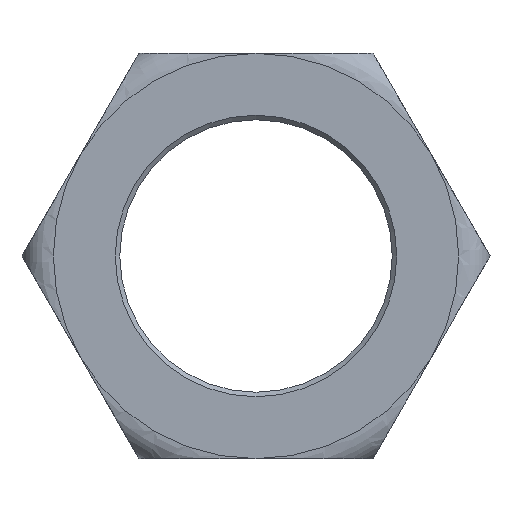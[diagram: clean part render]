
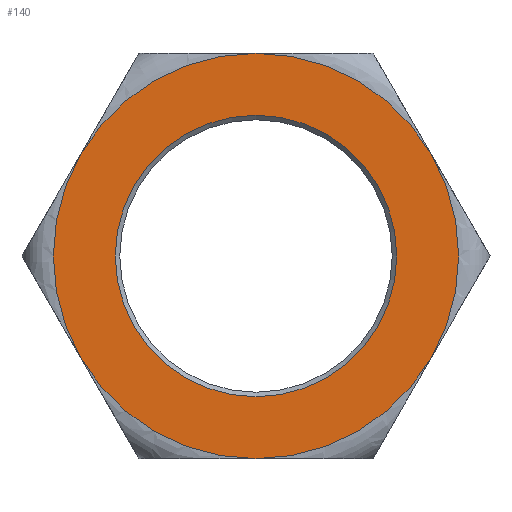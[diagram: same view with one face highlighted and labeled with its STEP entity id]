
A CAD part, front view. The second image highlights one B-rep face of the part: STEP entity #140.
In plain terms, the highlighted planar face has unit normal (0, -1, 0).
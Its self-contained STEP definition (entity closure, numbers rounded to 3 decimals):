
#4 = VECTOR ( 'NONE', #1374, 1000. ) ;
#11 = EDGE_CURVE ( 'NONE', #80, #882, #1244, .T. ) ;
#31 = CARTESIAN_POINT ( 'NONE',  ( 0., -50., -90. ) ) ;
#68 = DIRECTION ( 'NONE',  ( 1., 0., 0. ) ) ;
#80 = VERTEX_POINT ( 'NONE', #611 ) ;
#106 = VECTOR ( 'NONE', #472, 1000. ) ;
#111 = ORIENTED_EDGE ( 'NONE', *, *, #1343, .T. ) ;
#120 = DIRECTION ( 'NONE',  ( 0., 1., 0. ) ) ;
#127 = CIRCLE ( 'NONE', #999, 90. ) ;
#131 = DIRECTION ( 'NONE',  ( 1., 0., 0. ) ) ;
#135 = LINE ( 'NONE', #1112, #4 ) ;
#140 = ADVANCED_FACE ( 'NONE', ( #711, #223 ), #1422, .F. ) ;
#161 = DIRECTION ( 'NONE',  ( 0., 1., 0. ) ) ;
#170 = CARTESIAN_POINT ( 'NONE',  ( 77.942, -50., 45. ) ) ;
#172 = CIRCLE ( 'NONE', #361, 90. ) ;
#182 = CARTESIAN_POINT ( 'NONE',  ( -103.923, -50., 0. ) ) ;
#190 = ORIENTED_EDGE ( 'NONE', *, *, #317, .F. ) ;
#199 = DIRECTION ( 'NONE',  ( 0., 1., 0. ) ) ;
#223 = FACE_OUTER_BOUND ( 'NONE', #505, .T. ) ;
#290 = AXIS2_PLACEMENT_3D ( 'NONE', #541, #161, #1025 ) ;
#306 = EDGE_CURVE ( 'NONE', #921, #1400, #127, .T. ) ;
#317 = EDGE_CURVE ( 'NONE', #1238, #1500, #467, .T. ) ;
#333 = DIRECTION ( 'NONE',  ( 1., 0., 0. ) ) ;
#340 = AXIS2_PLACEMENT_3D ( 'NONE', #354, #346, #938 ) ;
#346 = DIRECTION ( 'NONE',  ( 0., 1., 0. ) ) ;
#354 = CARTESIAN_POINT ( 'NONE',  ( 0., -50., 0. ) ) ;
#356 = CARTESIAN_POINT ( 'NONE',  ( 0., -50., 0. ) ) ;
#361 = AXIS2_PLACEMENT_3D ( 'NONE', #948, #1157, #693 ) ;
#370 = CARTESIAN_POINT ( 'NONE',  ( 0., -50., 0. ) ) ;
#372 = ORIENTED_EDGE ( 'NONE', *, *, #11, .F. ) ;
#402 = ORIENTED_EDGE ( 'NONE', *, *, #708, .F. ) ;
#439 = LINE ( 'NONE', #932, #1078 ) ;
#442 = DIRECTION ( 'NONE',  ( 0., 1., 0. ) ) ;
#448 = DIRECTION ( 'NONE',  ( 1., 0., 0. ) ) ;
#467 = CIRCLE ( 'NONE', #646, 90. ) ;
#472 = DIRECTION ( 'NONE',  ( -0.5, 0., 0.866 ) ) ;
#492 = CARTESIAN_POINT ( 'NONE',  ( -77.942, -50., -45. ) ) ;
#496 = ORIENTED_EDGE ( 'NONE', *, *, #744, .F. ) ;
#505 = EDGE_LOOP ( 'NONE', ( #1173, #1434, #1510, #1342, #982, #372, #402, #496, #583, #190, #1466 ) ) ;
#536 = DIRECTION ( 'NONE',  ( 1., 0., 0. ) ) ;
#541 = CARTESIAN_POINT ( 'NONE',  ( 0., -50., 0. ) ) ;
#583 = ORIENTED_EDGE ( 'NONE', *, *, #605, .F. ) ;
#584 = DIRECTION ( 'NONE',  ( 0.5, 0., -0.866 ) ) ;
#589 = CARTESIAN_POINT ( 'NONE',  ( 0., -50., 0. ) ) ;
#605 = EDGE_CURVE ( 'NONE', #1500, #620, #1178, .T. ) ;
#611 = CARTESIAN_POINT ( 'NONE',  ( 0., -50., 90. ) ) ;
#620 = VERTEX_POINT ( 'NONE', #969 ) ;
#644 = CARTESIAN_POINT ( 'NONE',  ( 0., -50., 90. ) ) ;
#646 = AXIS2_PLACEMENT_3D ( 'NONE', #370, #120, #131 ) ;
#648 = CIRCLE ( 'NONE', #1529, 90. ) ;
#662 = CARTESIAN_POINT ( 'NONE',  ( 0., -50., 0. ) ) ;
#670 = EDGE_CURVE ( 'NONE', #1400, #951, #172, .T. ) ;
#675 = CARTESIAN_POINT ( 'NONE',  ( 77.942, -50., -45. ) ) ;
#677 = VERTEX_POINT ( 'NONE', #1304 ) ;
#682 = DIRECTION ( 'NONE',  ( 0.5, 0., 0.866 ) ) ;
#693 = DIRECTION ( 'NONE',  ( 1., 0., 0. ) ) ;
#708 = EDGE_CURVE ( 'NONE', #1354, #80, #439, .T. ) ;
#711 = FACE_BOUND ( 'NONE', #1305, .T. ) ;
#732 = AXIS2_PLACEMENT_3D ( 'NONE', #589, #1073, #1574 ) ;
#744 = EDGE_CURVE ( 'NONE', #620, #1354, #1200, .T. ) ;
#803 = DIRECTION ( 'NONE',  ( 0., 1., 0. ) ) ;
#820 = CARTESIAN_POINT ( 'NONE',  ( 77.942, -50., 45. ) ) ;
#833 = VECTOR ( 'NONE', #584, 1000. ) ;
#860 = EDGE_CURVE ( 'NONE', #951, #1265, #135, .T. ) ;
#882 = VERTEX_POINT ( 'NONE', #170 ) ;
#915 = CARTESIAN_POINT ( 'NONE',  ( -51.962, -50., -90. ) ) ;
#921 = VERTEX_POINT ( 'NONE', #820 ) ;
#922 = LINE ( 'NONE', #915, #106 ) ;
#932 = CARTESIAN_POINT ( 'NONE',  ( -51.962, -50., 90. ) ) ;
#935 = CARTESIAN_POINT ( 'NONE',  ( 0., -50., 0. ) ) ;
#938 = DIRECTION ( 'NONE',  ( 0., 0., 1. ) ) ;
#948 = CARTESIAN_POINT ( 'NONE',  ( 0., -50., 0. ) ) ;
#951 = VERTEX_POINT ( 'NONE', #1421 ) ;
#958 = EDGE_CURVE ( 'NONE', #984, #1238, #922, .T. ) ;
#960 = CARTESIAN_POINT ( 'NONE',  ( 51.962, -50., 90. ) ) ;
#969 = CARTESIAN_POINT ( 'NONE',  ( -77.942, -50., 45. ) ) ;
#982 = ORIENTED_EDGE ( 'NONE', *, *, #1158, .F. ) ;
#984 = VERTEX_POINT ( 'NONE', #492 ) ;
#999 = AXIS2_PLACEMENT_3D ( 'NONE', #356, #442, #68 ) ;
#1025 = DIRECTION ( 'NONE',  ( 0., 0., 1. ) ) ;
#1055 = CIRCLE ( 'NONE', #290, 62.5 ) ;
#1073 = DIRECTION ( 'NONE',  ( 0., 1., 0. ) ) ;
#1078 = VECTOR ( 'NONE', #448, 1000. ) ;
#1082 = CARTESIAN_POINT ( 'NONE',  ( -77.942, -50., -45. ) ) ;
#1112 = CARTESIAN_POINT ( 'NONE',  ( 51.962, -50., -90. ) ) ;
#1157 = DIRECTION ( 'NONE',  ( 0., 1., 0. ) ) ;
#1158 = EDGE_CURVE ( 'NONE', #882, #921, #1558, .T. ) ;
#1173 = ORIENTED_EDGE ( 'NONE', *, *, #1205, .F. ) ;
#1178 = LINE ( 'NONE', #182, #1402 ) ;
#1200 = CIRCLE ( 'NONE', #732, 90. ) ;
#1205 = EDGE_CURVE ( 'NONE', #1265, #984, #648, .T. ) ;
#1238 = VERTEX_POINT ( 'NONE', #1082 ) ;
#1244 = CIRCLE ( 'NONE', #1559, 90. ) ;
#1265 = VERTEX_POINT ( 'NONE', #31 ) ;
#1304 = CARTESIAN_POINT ( 'NONE',  ( 0., -50., 62.5 ) ) ;
#1305 = EDGE_LOOP ( 'NONE', ( #111 ) ) ;
#1342 = ORIENTED_EDGE ( 'NONE', *, *, #306, .F. ) ;
#1343 = EDGE_CURVE ( 'NONE', #677, #677, #1055, .T. ) ;
#1354 = VERTEX_POINT ( 'NONE', #644 ) ;
#1374 = DIRECTION ( 'NONE',  ( -1., 0., 0. ) ) ;
#1400 = VERTEX_POINT ( 'NONE', #675 ) ;
#1402 = VECTOR ( 'NONE', #682, 1000. ) ;
#1421 = CARTESIAN_POINT ( 'NONE',  ( 0., -50., -90. ) ) ;
#1422 = PLANE ( 'NONE',  #340 ) ;
#1434 = ORIENTED_EDGE ( 'NONE', *, *, #860, .F. ) ;
#1466 = ORIENTED_EDGE ( 'NONE', *, *, #958, .F. ) ;
#1500 = VERTEX_POINT ( 'NONE', #1545 ) ;
#1510 = ORIENTED_EDGE ( 'NONE', *, *, #670, .F. ) ;
#1529 = AXIS2_PLACEMENT_3D ( 'NONE', #935, #199, #333 ) ;
#1545 = CARTESIAN_POINT ( 'NONE',  ( -77.942, -50., 45. ) ) ;
#1558 = LINE ( 'NONE', #960, #833 ) ;
#1559 = AXIS2_PLACEMENT_3D ( 'NONE', #662, #803, #536 ) ;
#1574 = DIRECTION ( 'NONE',  ( 1., 0., 0. ) ) ;
